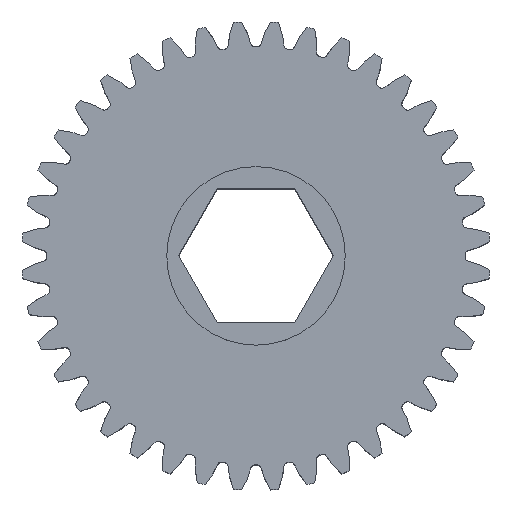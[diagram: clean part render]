
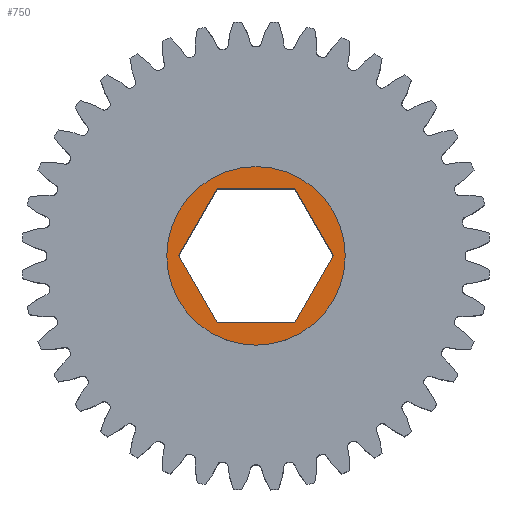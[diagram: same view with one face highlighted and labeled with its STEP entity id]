
A CAD part, top view. The second image highlights one B-rep face of the part: STEP entity #750.
In plain terms, the highlighted planar face has unit normal (0, 0, 1).
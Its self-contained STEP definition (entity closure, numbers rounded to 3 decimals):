
#80 = DIRECTION ( 'NONE',  ( 0.5, 0.866, 0. ) ) ;
#108 = FACE_BOUND ( 'NONE', #10893, .T. ) ;
#750 = ADVANCED_FACE ( 'NONE', ( #108, #11144 ), #9395, .F. ) ;
#882 = AXIS2_PLACEMENT_3D ( 'NONE', #14096, #8452, #5289 ) ;
#1073 = CARTESIAN_POINT ( 'NONE',  ( -2.757, 4.775, 6.35 ) ) ;
#1126 = CARTESIAN_POINT ( 'NONE',  ( 2.757, -4.775, 6.35 ) ) ;
#1274 = ORIENTED_EDGE ( 'NONE', *, *, #9512, .F. ) ;
#1990 = VERTEX_POINT ( 'NONE', #1073 ) ;
#2088 = VECTOR ( 'NONE', #2586, 1000. ) ;
#2154 = EDGE_LOOP ( 'NONE', ( #10272, #11791 ) ) ;
#2248 = LINE ( 'NONE', #6069, #6526 ) ;
#2440 = EDGE_CURVE ( 'NONE', #2848, #9942, #11993, .T. ) ;
#2586 = DIRECTION ( 'NONE',  ( -0.5, -0.866, 0. ) ) ;
#2848 = VERTEX_POINT ( 'NONE', #4989 ) ;
#3290 = VERTEX_POINT ( 'NONE', #3944 ) ;
#3944 = CARTESIAN_POINT ( 'NONE',  ( 6.35, 0., 6.35 ) ) ;
#4181 = CARTESIAN_POINT ( 'NONE',  ( -6.35, 0., 6.35 ) ) ;
#4360 = VECTOR ( 'NONE', #14038, 1000. ) ;
#4848 = LINE ( 'NONE', #6743, #13133 ) ;
#4989 = CARTESIAN_POINT ( 'NONE',  ( 2.757, -4.775, 6.35 ) ) ;
#5289 = DIRECTION ( 'NONE',  ( -1., 0., 0. ) ) ;
#5743 = VERTEX_POINT ( 'NONE', #4181 ) ;
#6069 = CARTESIAN_POINT ( 'NONE',  ( 5.514, 0., 6.35 ) ) ;
#6249 = VERTEX_POINT ( 'NONE', #10478 ) ;
#6526 = VECTOR ( 'NONE', #12676, 1000. ) ;
#6542 = EDGE_CURVE ( 'NONE', #1990, #8094, #9718, .T. ) ;
#6687 = DIRECTION ( 'NONE',  ( 1., 0., 0. ) ) ;
#6743 = CARTESIAN_POINT ( 'NONE',  ( -2.757, -4.775, 6.35 ) ) ;
#6876 = LINE ( 'NONE', #11844, #4360 ) ;
#7004 = CARTESIAN_POINT ( 'NONE',  ( -5.514, 0., 6.35 ) ) ;
#7106 = DIRECTION ( 'NONE',  ( 0.5, -0.866, 0. ) ) ;
#7107 = ORIENTED_EDGE ( 'NONE', *, *, #2440, .F. ) ;
#7612 = DIRECTION ( 'NONE',  ( 0., 0., 1. ) ) ;
#7701 = CARTESIAN_POINT ( 'NONE',  ( 0., 0., 6.35 ) ) ;
#8094 = VERTEX_POINT ( 'NONE', #7004 ) ;
#8452 = DIRECTION ( 'NONE',  ( 0., 0., -1. ) ) ;
#8479 = DIRECTION ( 'NONE',  ( 1., 0., 0. ) ) ;
#8698 = EDGE_CURVE ( 'NONE', #5743, #3290, #12435, .T. ) ;
#8985 = EDGE_CURVE ( 'NONE', #8094, #6249, #10238, .T. ) ;
#9098 = CARTESIAN_POINT ( 'NONE',  ( -2.757, 4.775, 6.35 ) ) ;
#9395 = PLANE ( 'NONE',  #882 ) ;
#9469 = ORIENTED_EDGE ( 'NONE', *, *, #6542, .F. ) ;
#9512 = EDGE_CURVE ( 'NONE', #12427, #1990, #6876, .T. ) ;
#9718 = LINE ( 'NONE', #9098, #2088 ) ;
#9942 = VERTEX_POINT ( 'NONE', #11488 ) ;
#10238 = LINE ( 'NONE', #12418, #13985 ) ;
#10272 = ORIENTED_EDGE ( 'NONE', *, *, #11071, .T. ) ;
#10354 = EDGE_CURVE ( 'NONE', #9942, #12427, #2248, .T. ) ;
#10478 = CARTESIAN_POINT ( 'NONE',  ( -2.757, -4.775, 6.35 ) ) ;
#10893 = EDGE_LOOP ( 'NONE', ( #11106, #7107, #11755, #13009, #9469, #1274 ) ) ;
#10922 = AXIS2_PLACEMENT_3D ( 'NONE', #12530, #11878, #8479 ) ;
#11071 = EDGE_CURVE ( 'NONE', #3290, #5743, #11261, .T. ) ;
#11106 = ORIENTED_EDGE ( 'NONE', *, *, #10354, .F. ) ;
#11144 = FACE_OUTER_BOUND ( 'NONE', #2154, .T. ) ;
#11261 = CIRCLE ( 'NONE', #10922, 6.35 ) ;
#11488 = CARTESIAN_POINT ( 'NONE',  ( 5.514, 0., 6.35 ) ) ;
#11755 = ORIENTED_EDGE ( 'NONE', *, *, #11874, .F. ) ;
#11791 = ORIENTED_EDGE ( 'NONE', *, *, #8698, .T. ) ;
#11844 = CARTESIAN_POINT ( 'NONE',  ( 2.757, 4.775, 6.35 ) ) ;
#11848 = DIRECTION ( 'NONE',  ( 1., 0., 0. ) ) ;
#11874 = EDGE_CURVE ( 'NONE', #6249, #2848, #4848, .T. ) ;
#11878 = DIRECTION ( 'NONE',  ( 0., 0., 1. ) ) ;
#11993 = LINE ( 'NONE', #1126, #12289 ) ;
#12062 = CARTESIAN_POINT ( 'NONE',  ( 2.757, 4.775, 6.35 ) ) ;
#12289 = VECTOR ( 'NONE', #80, 1000. ) ;
#12418 = CARTESIAN_POINT ( 'NONE',  ( -5.514, 0., 6.35 ) ) ;
#12427 = VERTEX_POINT ( 'NONE', #12062 ) ;
#12435 = CIRCLE ( 'NONE', #13288, 6.35 ) ;
#12530 = CARTESIAN_POINT ( 'NONE',  ( 0., 0., 6.35 ) ) ;
#12676 = DIRECTION ( 'NONE',  ( -0.5, 0.866, 0. ) ) ;
#13009 = ORIENTED_EDGE ( 'NONE', *, *, #8985, .F. ) ;
#13133 = VECTOR ( 'NONE', #6687, 1000. ) ;
#13288 = AXIS2_PLACEMENT_3D ( 'NONE', #7701, #7612, #11848 ) ;
#13985 = VECTOR ( 'NONE', #7106, 1000. ) ;
#14038 = DIRECTION ( 'NONE',  ( -1., 0., 0. ) ) ;
#14096 = CARTESIAN_POINT ( 'NONE',  ( 0., 6.35, 6.35 ) ) ;
